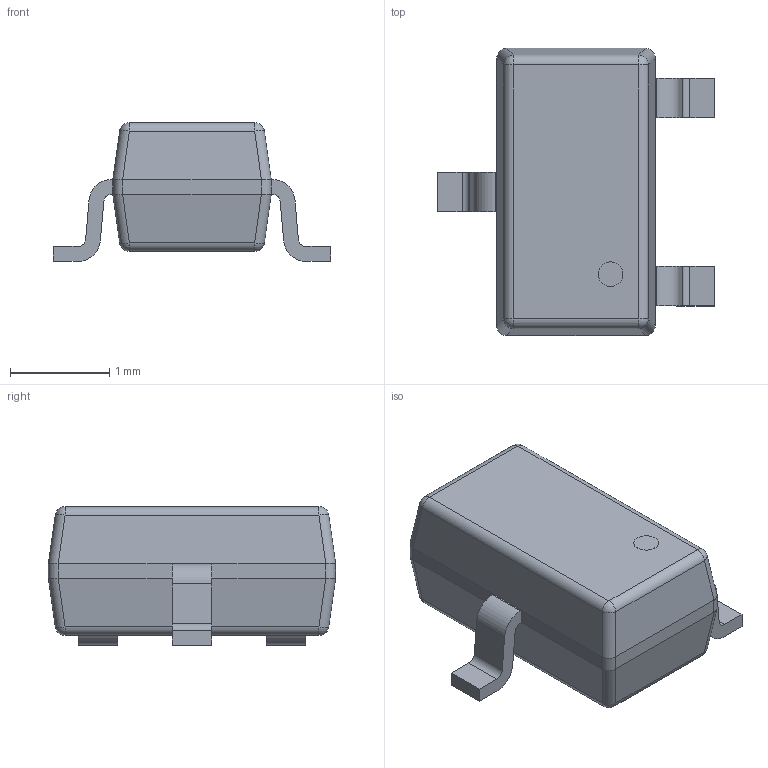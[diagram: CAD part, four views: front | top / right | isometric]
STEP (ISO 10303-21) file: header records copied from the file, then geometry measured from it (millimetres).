
FILE_DESCRIPTION (( 'STEP AP214' ), '1' );
FILE_NAME ('SOT-23-3.STEP', '2024-12-30T06:57:20', ( '' ), ( '' ), 'SwSTEP 2.0', 'SolidWorks 2021', '' );
FILE_SCHEMA (( 'AUTOMOTIVE_DESIGN' ));
Length unit declared in the file: millimetre
Products named in the file (1): SOT-23-3
Bounding box: 2.8 x 2.9 x 1.4 mm (x, y, z)
Volume: 5.8 mm3; surface area: 22.2 mm2
Topology: 1 solids, 1 shells, 87 faces, 224 edges, 132 vertices
Faces by surface type: plane 45, cylinder 34, sphere 8
Entity records: 3096 total; most frequent: CARTESIAN_POINT 508, ORIENTED_EDGE 432, DIRECTION 420, EDGE_CURVE 216, LINE 140, AXIS2_PLACEMENT_3D 140, VECTOR 140, VERTEX_POINT 132
